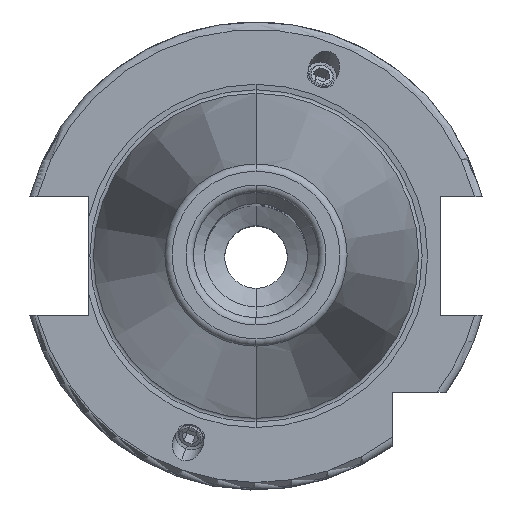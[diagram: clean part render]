
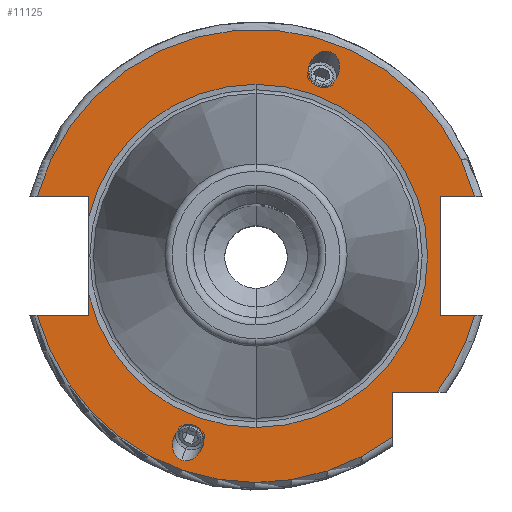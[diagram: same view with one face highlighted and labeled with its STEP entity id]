
A CAD part, top view. The second image highlights one B-rep face of the part: STEP entity #11125.
In plain terms, the highlighted planar face has unit normal (0, 0, 1).
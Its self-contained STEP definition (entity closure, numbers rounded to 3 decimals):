
#3058=CARTESIAN_POINT('',(0,0,18.1));
#3059=DIRECTION('',(0,0,1));
#3060=DIRECTION('',(0,1,0));
#3061=AXIS2_PLACEMENT_3D('',#3058,#3059,#3060);
#3071=CARTESIAN_POINT('',(0,0,18.1));
#3072=DIRECTION('',(0,0,1));
#3073=DIRECTION('',(-0.974,-0.227,0));
#3074=AXIS2_PLACEMENT_3D('',#3071,#3072,#3073);
#3675=DIRECTION('',(1,0,0));
#3676=VECTOR('',#3675,7.004);
#3677=CARTESIAN_POINT('',(-29.704,-8.05,18.1));
#3678=LINE('',#3677,#3676);
#3679=DIRECTION('',(0,1,0));
#3680=VECTOR('',#3679,2.753);
#3681=CARTESIAN_POINT('',(-22.7,-8.05,18.1));
#3682=LINE('',#3681,#3680);
#3683=DIRECTION('',(0,1,0));
#3684=VECTOR('',#3683,2.753);
#3685=CARTESIAN_POINT('',(-22.7,5.297,18.1));
#3686=LINE('',#3685,#3684);
#3687=DIRECTION('',(1,0,0));
#3688=VECTOR('',#3687,7.004);
#3689=CARTESIAN_POINT('',(-29.704,8.05,18.1));
#3690=LINE('',#3689,#3688);
#3691=DIRECTION('',(-1,0,0));
#3692=VECTOR('',#3691,4.704);
#3693=CARTESIAN_POINT('',(29.704,8.05,18.1));
#3694=LINE('',#3693,#3692);
#3695=DIRECTION('',(0,-1,0));
#3696=VECTOR('',#3695,16.1);
#3697=CARTESIAN_POINT('',(25,8.05,18.1));
#3698=LINE('',#3697,#3696);
#3699=DIRECTION('',(-1,0,0));
#3700=VECTOR('',#3699,4.704);
#3701=CARTESIAN_POINT('',(29.704,-8.05,18.1));
#3702=LINE('',#3701,#3700);
#3703=CARTESIAN_POINT('',(0,0,18.1));
#3704=DIRECTION('',(0,0,1));
#3705=DIRECTION('',(0.799,-0.601,0));
#3706=AXIS2_PLACEMENT_3D('',#3703,#3704,#3705);
#3708=DIRECTION('',(-1,0,0));
#3709=VECTOR('',#3708,6.094);
#3710=CARTESIAN_POINT('',(24.594,-18.5,18.1));
#3711=LINE('',#3710,#3709);
#3712=DIRECTION('',(0,1,0));
#3713=VECTOR('',#3712,6.094);
#3714=CARTESIAN_POINT('',(18.5,-24.594,18.1));
#3715=LINE('',#3714,#3713);
#3716=CARTESIAN_POINT('',(10.09,27.723,18.1));
#3717=CARTESIAN_POINT('',(9.863,27.806,18.1));
#3718=CARTESIAN_POINT('',(9.337,27.884,18.1));
#3719=CARTESIAN_POINT('',(8.455,27.594,18.1));
#3720=CARTESIAN_POINT('',(7.834,27.033,18.1));
#3721=CARTESIAN_POINT('',(7.483,26.49,18.1));
#3722=CARTESIAN_POINT('',(7.298,26.077,18.1));
#3723=CARTESIAN_POINT('',(7.174,25.641,18.1));
#3724=CARTESIAN_POINT('',(7.094,25.,18.1));
#3725=CARTESIAN_POINT('',(7.208,24.17,18.1));
#3726=CARTESIAN_POINT('',(7.698,23.381,18.1));
#3727=CARTESIAN_POINT('',(8.152,23.103,18.1));
#3728=CARTESIAN_POINT('',(8.379,23.02,18.1));
#3730=CARTESIAN_POINT('',(8.379,23.02,18.1));
#3731=CARTESIAN_POINT('',(8.606,22.937,18.1));
#3732=CARTESIAN_POINT('',(9.133,22.859,18.1));
#3733=CARTESIAN_POINT('',(10.014,23.149,18.1));
#3734=CARTESIAN_POINT('',(10.635,23.711,18.1));
#3735=CARTESIAN_POINT('',(10.986,24.253,18.1));
#3736=CARTESIAN_POINT('',(11.171,24.667,18.1));
#3737=CARTESIAN_POINT('',(11.295,25.103,18.1));
#3738=CARTESIAN_POINT('',(11.375,25.744,18.1));
#3739=CARTESIAN_POINT('',(11.261,26.573,18.1));
#3740=CARTESIAN_POINT('',(10.771,27.362,18.1));
#3741=CARTESIAN_POINT('',(10.318,27.641,18.1));
#3742=CARTESIAN_POINT('',(10.09,27.723,18.1));
#3744=CARTESIAN_POINT('',(-10.09,-27.723,18.1));
#3745=CARTESIAN_POINT('',(-10.318,-27.641,18.1));
#3746=CARTESIAN_POINT('',(-10.771,-27.362,18.1));
#3747=CARTESIAN_POINT('',(-11.261,-26.573,18.1));
#3748=CARTESIAN_POINT('',(-11.375,-25.744,18.1));
#3749=CARTESIAN_POINT('',(-11.295,-25.103,18.1));
#3750=CARTESIAN_POINT('',(-11.171,-24.667,18.1));
#3751=CARTESIAN_POINT('',(-10.986,-24.253,18.1));
#3752=CARTESIAN_POINT('',(-10.635,-23.711,18.1));
#3753=CARTESIAN_POINT('',(-10.014,-23.149,18.1));
#3754=CARTESIAN_POINT('',(-9.133,-22.859,18.1));
#3755=CARTESIAN_POINT('',(-8.606,-22.937,18.1));
#3756=CARTESIAN_POINT('',(-8.379,-23.02,18.1));
#3758=CARTESIAN_POINT('',(-8.379,-23.02,18.1));
#3759=CARTESIAN_POINT('',(-8.152,-23.103,18.1));
#3760=CARTESIAN_POINT('',(-7.698,-23.381,18.1));
#3761=CARTESIAN_POINT('',(-7.208,-24.17,18.1));
#3762=CARTESIAN_POINT('',(-7.094,-25.,18.1));
#3763=CARTESIAN_POINT('',(-7.174,-25.641,18.1));
#3764=CARTESIAN_POINT('',(-7.298,-26.077,18.1));
#3765=CARTESIAN_POINT('',(-7.483,-26.49,18.1));
#3766=CARTESIAN_POINT('',(-7.834,-27.033,18.1));
#3767=CARTESIAN_POINT('',(-8.455,-27.594,18.1));
#3768=CARTESIAN_POINT('',(-9.337,-27.884,18.1));
#3769=CARTESIAN_POINT('',(-9.863,-27.806,18.1));
#3770=CARTESIAN_POINT('',(-10.09,-27.723,18.1));
#3772=CARTESIAN_POINT('',(0,0,18.1));
#3773=DIRECTION('',(0,0,-1));
#3774=DIRECTION('',(0,1,0));
#3775=AXIS2_PLACEMENT_3D('',#3772,#3773,#3774);
#3800=CARTESIAN_POINT('',(0,0,18.1));
#3801=DIRECTION('',(0,0,1));
#3802=DIRECTION('',(0.965,0.262,0));
#3803=AXIS2_PLACEMENT_3D('',#3800,#3801,#3802);
#3851=CARTESIAN_POINT('',(0,0,18.1));
#3852=DIRECTION('',(0,0,1));
#3853=DIRECTION('',(-0.965,-0.262,0));
#3854=AXIS2_PLACEMENT_3D('',#3851,#3852,#3853);
#4968=CARTESIAN_POINT('',(-29.704,-8.05,18.1));
#4969=CARTESIAN_POINT('',(-22.7,-8.05,18.1));
#4970=VERTEX_POINT('',#4968);
#4971=VERTEX_POINT('',#4969);
#4972=CARTESIAN_POINT('',(-22.7,-5.297,18.1));
#4973=VERTEX_POINT('',#4972);
#4974=CARTESIAN_POINT('',(-22.7,5.297,18.1));
#4975=CARTESIAN_POINT('',(-22.7,8.05,18.1));
#4976=VERTEX_POINT('',#4974);
#4977=VERTEX_POINT('',#4975);
#4978=CARTESIAN_POINT('',(-29.704,8.05,18.1));
#4979=VERTEX_POINT('',#4978);
#4980=CARTESIAN_POINT('',(25,8.05,18.1));
#4981=CARTESIAN_POINT('',(25,-8.05,18.1));
#4982=VERTEX_POINT('',#4980);
#4983=VERTEX_POINT('',#4981);
#4984=CARTESIAN_POINT('',(29.704,-8.05,18.1));
#4985=VERTEX_POINT('',#4984);
#4986=CARTESIAN_POINT('',(29.704,8.05,18.1));
#4987=VERTEX_POINT('',#4986);
#4988=CARTESIAN_POINT('',(18.5,-24.594,18.1));
#4989=CARTESIAN_POINT('',(18.5,-18.5,18.1));
#4990=VERTEX_POINT('',#4988);
#4991=VERTEX_POINT('',#4989);
#4992=CARTESIAN_POINT('',(24.594,-18.5,18.1));
#4993=VERTEX_POINT('',#4992);
#5042=VERTEX_POINT('',#3716);
#5043=VERTEX_POINT('',#3728);
#5087=CARTESIAN_POINT('',(-10.09,-27.723,18.1));
#5089=VERTEX_POINT('',#5087);
#5090=CARTESIAN_POINT('',(-8.379,-23.02,18.1));
#5091=VERTEX_POINT('',#5090);
#5132=CARTESIAN_POINT('',(0,23.31,18.1));
#5133=VERTEX_POINT('',#5132);
#5134=CARTESIAN_POINT('',(0,-23.31,18.1));
#5135=VERTEX_POINT('',#5134);
#11087=CARTESIAN_POINT('',(0,0,18.1));
#11088=DIRECTION('',(0,0,-1));
#11089=DIRECTION('',(0,-1,0));
#11090=AXIS2_PLACEMENT_3D('',#11087,#11088,#11089);
#11091=PLANE('',#11090);
#11092=ORIENTED_EDGE('',*,*,#5942,.T.);
#11093=ORIENTED_EDGE('',*,*,#10580,.T.);
#11094=ORIENTED_EDGE('',*,*,#10563,.T.);
#11096=ORIENTED_EDGE('',*,*,#11095,.F.);
#11097=ORIENTED_EDGE('',*,*,#10556,.T.);
#11098=ORIENTED_EDGE('',*,*,#10577,.T.);
#11099=ORIENTED_EDGE('',*,*,#10621,.F.);
#11101=ORIENTED_EDGE('',*,*,#11100,.F.);
#11102=ORIENTED_EDGE('',*,*,#11008,.T.);
#11103=ORIENTED_EDGE('',*,*,#11075,.T.);
#11104=ORIENTED_EDGE('',*,*,#5676,.F.);
#11106=ORIENTED_EDGE('',*,*,#11105,.F.);
#11107=ORIENTED_EDGE('',*,*,#10689,.T.);
#11108=ORIENTED_EDGE('',*,*,#10878,.F.);
#11110=ORIENTED_EDGE('',*,*,#11109,.F.);
#11111=EDGE_LOOP('',(#11092,#11093,#11094,#11096,#11097,#11098,#11099,#11101,
#11102,#11103,#11104,#11106,#11107,#11108,#11110));
#11112=FACE_OUTER_BOUND('',#11111,.F.);
#11114=ORIENTED_EDGE('',*,*,#11113,.T.);
#11116=ORIENTED_EDGE('',*,*,#11115,.T.);
#11117=EDGE_LOOP('',(#11114,#11116));
#11118=FACE_BOUND('',#11117,.F.);
#11120=ORIENTED_EDGE('',*,*,#11119,.F.);
#11122=ORIENTED_EDGE('',*,*,#11121,.F.);
#11123=EDGE_LOOP('',(#11120,#11122));
#11124=FACE_BOUND('',#11123,.F.);
#11125=ADVANCED_FACE('',(#11112,#11118,#11124),#11091,.F.);
#3062=CIRCLE('',#3061,23.31);
#3075=CIRCLE('',#3074,23.31);
#3707=CIRCLE('',#3706,30.775);
#3729=B_SPLINE_CURVE_WITH_KNOTS('',3,(#3716,#3717,#3718,#3719,#3720,#3721,#3722,
#3723,#3724,#3725,#3726,#3727,#3728),.UNSPECIFIED.,.F.,.F.,(4,1,1,1,1,1,1,1,1,1,
4),(0,0.125,0.25,0.375,0.438,0.5,0.563,0.625,0.75,0.875,
1.0),.UNSPECIFIED.);
#3743=B_SPLINE_CURVE_WITH_KNOTS('',3,(#3730,#3731,#3732,#3733,#3734,#3735,#3736,
#3737,#3738,#3739,#3740,#3741,#3742),.UNSPECIFIED.,.F.,.F.,(4,1,1,1,1,1,1,1,1,1,
4),(0,0.125,0.25,0.375,0.438,0.5,0.563,0.625,0.75,0.875,
1.0),.UNSPECIFIED.);
#3757=B_SPLINE_CURVE_WITH_KNOTS('',3,(#3744,#3745,#3746,#3747,#3748,#3749,#3750,
#3751,#3752,#3753,#3754,#3755,#3756),.UNSPECIFIED.,.F.,.F.,(4,1,1,1,1,1,1,1,1,1,
4),(0,0.125,0.25,0.375,0.438,0.5,0.563,0.625,0.75,0.875,
1.0),.UNSPECIFIED.);
#3771=B_SPLINE_CURVE_WITH_KNOTS('',3,(#3758,#3759,#3760,#3761,#3762,#3763,#3764,
#3765,#3766,#3767,#3768,#3769,#3770),.UNSPECIFIED.,.F.,.F.,(4,1,1,1,1,1,1,1,1,1,
4),(0,0.125,0.25,0.375,0.438,0.5,0.563,0.625,0.75,0.875,
1.0),.UNSPECIFIED.);
#3776=CIRCLE('',#3775,23.31);
#3804=CIRCLE('',#3803,30.775);
#3855=CIRCLE('',#3854,30.775);
#5676=EDGE_CURVE('',#4985,#4983,#3702,.T.);
#5942=EDGE_CURVE('',#4970,#4971,#3678,.T.);
#10556=EDGE_CURVE('',#5133,#4976,#3062,.T.);
#10563=EDGE_CURVE('',#4973,#5135,#3075,.T.);
#10577=EDGE_CURVE('',#4976,#4977,#3686,.T.);
#10580=EDGE_CURVE('',#4971,#4973,#3682,.T.);
#10621=EDGE_CURVE('',#4979,#4977,#3690,.T.);
#10689=EDGE_CURVE('',#4993,#4991,#3711,.T.);
#10878=EDGE_CURVE('',#4990,#4991,#3715,.T.);
#11008=EDGE_CURVE('',#4987,#4982,#3694,.T.);
#11075=EDGE_CURVE('',#4982,#4983,#3698,.T.);
#11095=EDGE_CURVE('',#5133,#5135,#3776,.T.);
#11100=EDGE_CURVE('',#4987,#4979,#3804,.T.);
#11105=EDGE_CURVE('',#4993,#4985,#3707,.T.);
#11109=EDGE_CURVE('',#4970,#4990,#3855,.T.);
#11113=EDGE_CURVE('',#5042,#5043,#3729,.T.);
#11115=EDGE_CURVE('',#5043,#5042,#3743,.T.);
#11119=EDGE_CURVE('',#5089,#5091,#3757,.T.);
#11121=EDGE_CURVE('',#5091,#5089,#3771,.T.);
